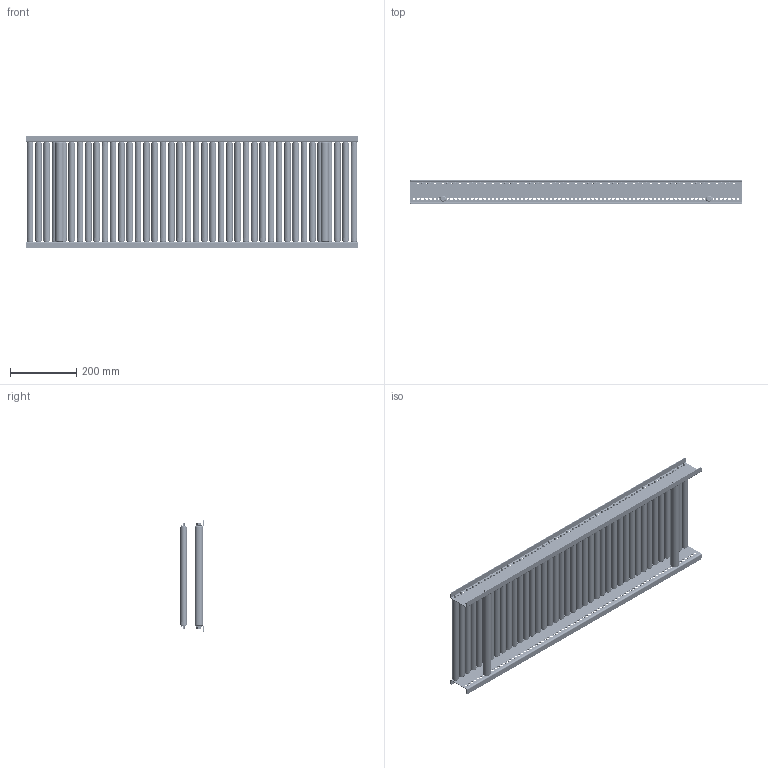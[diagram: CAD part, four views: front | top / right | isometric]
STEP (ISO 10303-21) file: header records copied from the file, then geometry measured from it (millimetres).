
FILE_DESCRIPTION (( 'STEP AP214' ), '1' );
FILE_NAME ('0051450.step', '2021-10-26T13:37:28', ( '' ), ( '' ), 'SwSTEP 2.0', 'SolidWorks 2020', '' );
FILE_SCHEMA (( 'AUTOMOTIVE_DESIGN' ));
Length unit declared in the file: millimetre
Products named in the file (8): 0051450; Traversen_KFG_L300; KUT50-20x1,5-STI-A6_FA-EL=KFG_S100909_KUT50-20x1-STI-A6-FA-EL=300; S100994_Sperrzahnschraube_M08x16-8.8-A2K; S100992_Typ-KUT50-20x1-6; 0039777_Achse-ﾘ06-FA-KFG_L=320 f〉 D20; Profil_KRB-20x70x20x2_KFG_S100204_U-PROFIL-20-70-20-2-KRB-�20-L=1000; S100993_Tragrollenrohr-Ø20x1STI_KFG_L=280
Assembly tree (52 placements, depth 3):
  0051450
    Profil_KRB-20x70x20x2_KFG_S100204_U-PROFIL-20-70-20-2-KRB-�20-L=1000  x2
    KUT50-20x1,5-STI-A6_FA-EL=KFG_S100909_KUT50-20x1-STI-A6-FA-EL=300  x40
      0039777_Achse-ﾘ06-FA-KFG_L=320 f〉 D20
      S100993_Tragrollenrohr-Ø20x1STI_KFG_L=280
      S100992_Typ-KUT50-20x1-6
    Traversen_KFG_L300  x2
    S100994_Sperrzahnschraube_M08x16-8.8-A2K  x4
Bounding box: 1000 x 70.98 x 340 mm (x, y, z)
Volume: 1531858.7 mm3; surface area: 2349733.5 mm2
Topology: 92 solids, 252 shells, 7952 faces, 21776 edges, 13944 vertices
Faces by surface type: cylinder 3008, plane 2600, torus 1296, cone 1048
Entity records: 19683 total; most frequent: DIRECTION 3434, CARTESIAN_POINT 3316, ORIENTED_EDGE 2872, EDGE_CURVE 1456, AXIS2_PLACEMENT_3D 1452, VERTEX_POINT 950, CIRCLE 870, EDGE_LOOP 860
